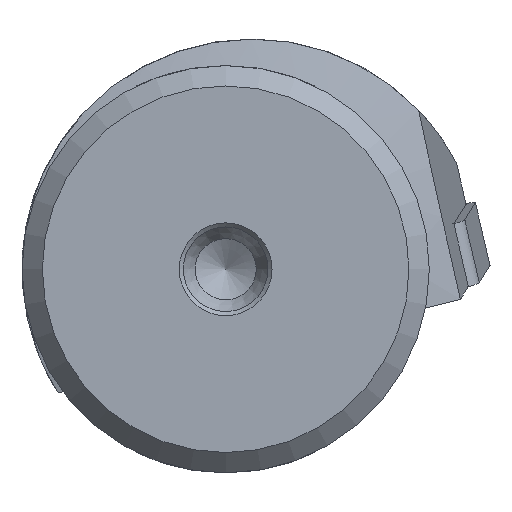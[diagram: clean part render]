
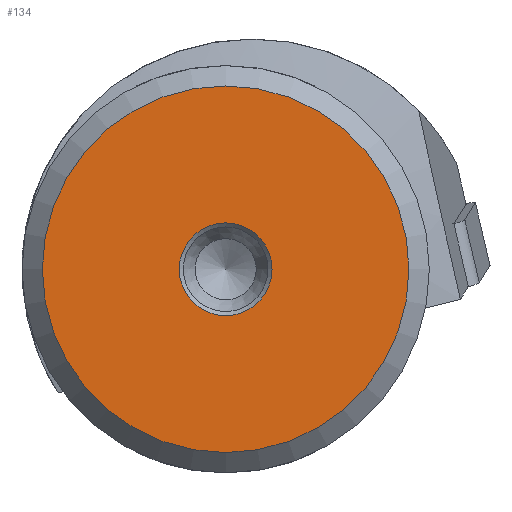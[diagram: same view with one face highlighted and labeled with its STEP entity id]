
A CAD part, front view. The second image highlights one B-rep face of the part: STEP entity #134.
In plain terms, the highlighted planar face has unit normal (0, -1, 0).
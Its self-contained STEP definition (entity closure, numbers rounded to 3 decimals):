
#63=FACE_BOUND('',#221,.T.);
#64=FACE_BOUND('',#222,.T.);
#90=CIRCLE('',#648,9.);
#91=CIRCLE('',#650,2.277);
#134=ADVANCED_FACE('',(#63,#64),#164,.T.);
#164=PLANE('',#651);
#221=EDGE_LOOP('',(#342));
#222=EDGE_LOOP('',(#343));
#342=ORIENTED_EDGE('',*,*,#504,.T.);
#343=ORIENTED_EDGE('',*,*,#505,.F.);
#437=VERTEX_POINT('',#964);
#438=VERTEX_POINT('',#967);
#504=EDGE_CURVE('',#437,#437,#90,.T.);
#505=EDGE_CURVE('',#438,#438,#91,.T.);
#648=AXIS2_PLACEMENT_3D('',#963,#774,#775);
#650=AXIS2_PLACEMENT_3D('',#966,#778,#779);
#651=AXIS2_PLACEMENT_3D('',#968,#780,#781);
#774=DIRECTION('',(0.,-1.,0.));
#775=DIRECTION('',(1.,0.,0.));
#778=DIRECTION('',(0.,-1.,0.));
#779=DIRECTION('',(1.,0.,0.));
#780=DIRECTION('',(0.,-1.,0.));
#781=DIRECTION('',(0.,0.,1.));
#963=CARTESIAN_POINT('',(0.,0.,0.));
#964=CARTESIAN_POINT('',(9.,0.,0.));
#966=CARTESIAN_POINT('',(0.,0.,0.));
#967=CARTESIAN_POINT('',(2.277,0.,0.));
#968=CARTESIAN_POINT('',(5.639,0.,0.));
